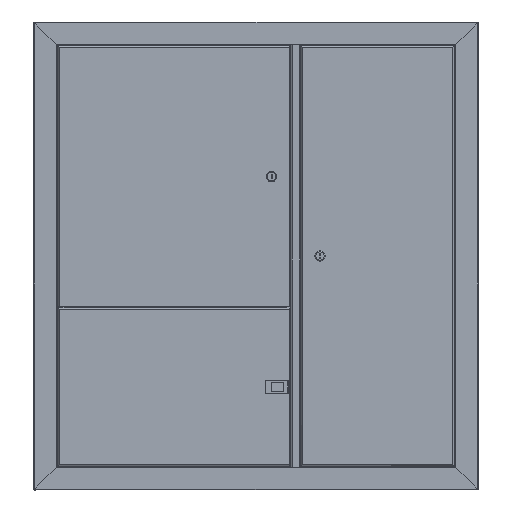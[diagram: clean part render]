
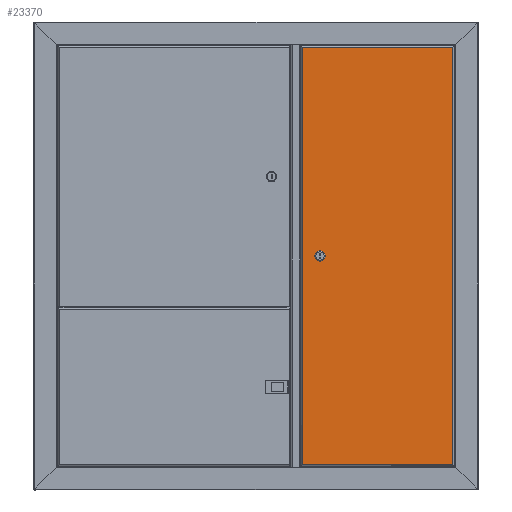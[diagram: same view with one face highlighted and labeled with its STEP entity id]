
A CAD part, top view. The second image highlights one B-rep face of the part: STEP entity #23370.
In plain terms, the highlighted planar face has unit normal (0, 0, 1).
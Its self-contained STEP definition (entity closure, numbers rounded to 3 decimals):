
#413 = CARTESIAN_POINT ( 'NONE',  ( 894.7, 0., 0. ) ) ;
#1728 = CARTESIAN_POINT ( 'NONE',  ( 1.7, 1.7, 0. ) ) ;
#2128 = EDGE_LOOP ( 'NONE', ( #2471, #46975, #50025, #24283, #27437 ) ) ;
#2471 = ORIENTED_EDGE ( 'NONE', *, *, #16951, .F. ) ;
#2742 = DIRECTION ( 'NONE',  ( 1., 0., 0. ) ) ;
#4149 = VECTOR ( 'NONE', #16028, 1000. ) ;
#4227 = EDGE_CURVE ( 'NONE', #11068, #5451, #24830, .T. ) ;
#4448 = EDGE_CURVE ( 'NONE', #43369, #22804, #5018, .T. ) ;
#5018 = CIRCLE ( 'NONE', #11059, 9.25 ) ;
#5451 = VERTEX_POINT ( 'NONE', #33392 ) ;
#5957 = LINE ( 'NONE', #9713, #51565 ) ;
#6631 = ORIENTED_EDGE ( 'NONE', *, *, #22814, .T. ) ;
#7147 = CARTESIAN_POINT ( 'NONE',  ( 451.849, 31.5, 0. ) ) ;
#7301 = FACE_BOUND ( 'NONE', #2128, .T. ) ;
#7637 = EDGE_CURVE ( 'NONE', #14379, #47065, #28371, .T. ) ;
#7650 = DIRECTION ( 'NONE',  ( -1., 0., 0. ) ) ;
#7917 = VERTEX_POINT ( 'NONE', #1728 ) ;
#8099 = DIRECTION ( 'NONE',  ( 1., 0., 0. ) ) ;
#8109 = DIRECTION ( 'NONE',  ( -1., 0., 0. ) ) ;
#8887 = VECTOR ( 'NONE', #30055, 1000. ) ;
#9713 = CARTESIAN_POINT ( 'NONE',  ( 1.7, 1.7, 0. ) ) ;
#9727 = EDGE_CURVE ( 'NONE', #51305, #14379, #20070, .T. ) ;
#11059 = AXIS2_PLACEMENT_3D ( 'NONE', #32589, #28547, #8099 ) ;
#11068 = VERTEX_POINT ( 'NONE', #32090 ) ;
#12173 = EDGE_CURVE ( 'NONE', #13416, #11068, #12848, .T. ) ;
#12232 = CARTESIAN_POINT ( 'NONE',  ( 894.993, 324., 0. ) ) ;
#12848 = CIRCLE ( 'NONE', #52331, 9.25 ) ;
#13125 = CARTESIAN_POINT ( 'NONE',  ( 451.849, 48.5, 0. ) ) ;
#13416 = VERTEX_POINT ( 'NONE', #7147 ) ;
#13655 = CARTESIAN_POINT ( 'NONE',  ( 451.849, 31.5, 0. ) ) ;
#14379 = VERTEX_POINT ( 'NONE', #28213 ) ;
#15190 = DIRECTION ( 'NONE',  ( 0., 0., 1. ) ) ;
#15414 = DIRECTION ( 'NONE',  ( 0., 0., -1. ) ) ;
#15471 = ORIENTED_EDGE ( 'NONE', *, *, #38281, .T. ) ;
#16028 = DIRECTION ( 'NONE',  ( 0., 1., 0. ) ) ;
#16951 = EDGE_CURVE ( 'NONE', #5451, #43369, #33564, .T. ) ;
#19124 = EDGE_LOOP ( 'NONE', ( #15471, #26677, #48318, #6631 ) ) ;
#20070 = LINE ( 'NONE', #413, #4149 ) ;
#22804 = VERTEX_POINT ( 'NONE', #36413 ) ;
#22814 = EDGE_CURVE ( 'NONE', #47065, #7917, #45591, .T. ) ;
#23011 = AXIS2_PLACEMENT_3D ( 'NONE', #49013, #15414, #8109 ) ;
#23370 = ADVANCED_FACE ( 'NONE', ( #7301, #24019 ), #44966, .F. ) ;
#23796 = DIRECTION ( 'NONE',  ( 1., 0., 0. ) ) ;
#23802 = VECTOR ( 'NONE', #32680, 1000. ) ;
#23973 = AXIS2_PLACEMENT_3D ( 'NONE', #39841, #48197, #2742 ) ;
#24019 = FACE_OUTER_BOUND ( 'NONE', #19124, .T. ) ;
#24283 = ORIENTED_EDGE ( 'NONE', *, *, #29893, .F. ) ;
#24830 = CIRCLE ( 'NONE', #23973, 9.25 ) ;
#26677 = ORIENTED_EDGE ( 'NONE', *, *, #9727, .T. ) ;
#27437 = ORIENTED_EDGE ( 'NONE', *, *, #4448, .F. ) ;
#28213 = CARTESIAN_POINT ( 'NONE',  ( 894.7, 324., 0. ) ) ;
#28371 = LINE ( 'NONE', #12232, #44106 ) ;
#28547 = DIRECTION ( 'NONE',  ( 0., 0., 1. ) ) ;
#29253 = LINE ( 'NONE', #13655, #8887 ) ;
#29893 = EDGE_CURVE ( 'NONE', #22804, #13416, #29253, .T. ) ;
#30055 = DIRECTION ( 'NONE',  ( 1., 0., 0. ) ) ;
#32090 = CARTESIAN_POINT ( 'NONE',  ( 457.45, 40., 0. ) ) ;
#32589 = CARTESIAN_POINT ( 'NONE',  ( 448.2, 40., 0. ) ) ;
#32680 = DIRECTION ( 'NONE',  ( 0., -1., 0. ) ) ;
#33205 = CARTESIAN_POINT ( 'NONE',  ( 1.7, 324.293, 0. ) ) ;
#33392 = CARTESIAN_POINT ( 'NONE',  ( 451.849, 48.5, 0. ) ) ;
#33564 = LINE ( 'NONE', #13125, #41578 ) ;
#35070 = CARTESIAN_POINT ( 'NONE',  ( 1.7, 324., 0. ) ) ;
#36413 = CARTESIAN_POINT ( 'NONE',  ( 444.551, 31.5, 0. ) ) ;
#38115 = CARTESIAN_POINT ( 'NONE',  ( 894.7, 1.7, 0. ) ) ;
#38281 = EDGE_CURVE ( 'NONE', #7917, #51305, #5957, .T. ) ;
#39841 = CARTESIAN_POINT ( 'NONE',  ( 448.2, 40., 0. ) ) ;
#41578 = VECTOR ( 'NONE', #42424, 1000. ) ;
#42424 = DIRECTION ( 'NONE',  ( -1., 0., 0. ) ) ;
#43369 = VERTEX_POINT ( 'NONE', #44968 ) ;
#44106 = VECTOR ( 'NONE', #7650, 1000. ) ;
#44966 = PLANE ( 'NONE',  #23011 ) ;
#44968 = CARTESIAN_POINT ( 'NONE',  ( 444.551, 48.5, 0. ) ) ;
#45591 = LINE ( 'NONE', #33205, #23802 ) ;
#46975 = ORIENTED_EDGE ( 'NONE', *, *, #4227, .F. ) ;
#47065 = VERTEX_POINT ( 'NONE', #35070 ) ;
#47128 = DIRECTION ( 'NONE',  ( 1., 0., 0. ) ) ;
#48197 = DIRECTION ( 'NONE',  ( 0., 0., 1. ) ) ;
#48318 = ORIENTED_EDGE ( 'NONE', *, *, #7637, .T. ) ;
#48787 = CARTESIAN_POINT ( 'NONE',  ( 448.2, 40., 0. ) ) ;
#49013 = CARTESIAN_POINT ( 'NONE',  ( 0., 325.7, 0. ) ) ;
#50025 = ORIENTED_EDGE ( 'NONE', *, *, #12173, .F. ) ;
#51305 = VERTEX_POINT ( 'NONE', #38115 ) ;
#51565 = VECTOR ( 'NONE', #47128, 1000. ) ;
#52331 = AXIS2_PLACEMENT_3D ( 'NONE', #48787, #15190, #23796 ) ;
